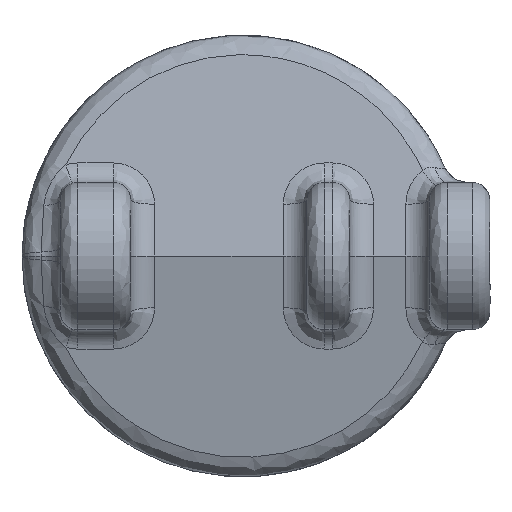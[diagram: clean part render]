
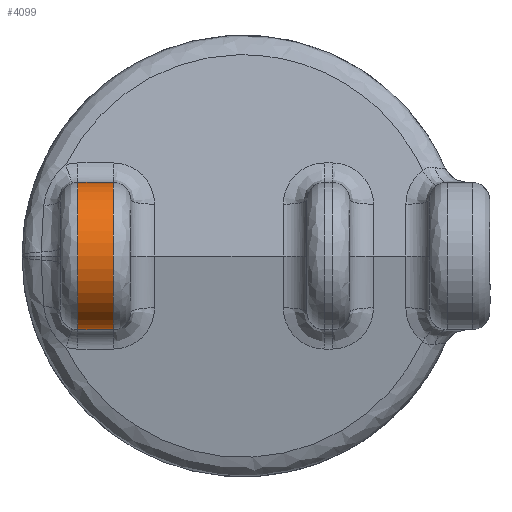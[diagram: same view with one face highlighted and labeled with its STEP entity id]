
A CAD part, front view. The second image highlights one B-rep face of the part: STEP entity #4099.
In plain terms, the highlighted cylindrical face has radius 12.5 mm (diameter 25 mm), a partial arc.
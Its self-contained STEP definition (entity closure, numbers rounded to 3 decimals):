
#999 = EDGE_CURVE ( 'NONE', #2805, #2804, #5452, .T. ) ;
#1005 = EDGE_CURVE ( 'NONE', #2800, #2803, #5458, .T. ) ;
#1012 = EDGE_CURVE ( 'NONE', #2805, #2800, #5457, .T. ) ;
#1016 = EDGE_CURVE ( 'NONE', #2804, #2803, #5464, .T. ) ;
#2800 = VERTEX_POINT ( 'NONE', #8398 ) ;
#2803 = VERTEX_POINT ( 'NONE', #8401 ) ;
#2804 = VERTEX_POINT ( 'NONE', #8402 ) ;
#2805 = VERTEX_POINT ( 'NONE', #8403 ) ;
#3223 = CARTESIAN_POINT ( 'NONE',  ( -28., -90., 0. ) ) ;
#3321 = DIRECTION ( 'NONE',  ( -1., 0., 0. ) ) ;
#3322 = DIRECTION ( 'NONE',  ( 0., 0.023, 1. ) ) ;
#3423 = CARTESIAN_POINT ( 'NONE',  ( -22., -90., 0. ) ) ;
#3459 = DIRECTION ( 'NONE',  ( -1., 0., 0. ) ) ;
#3460 = DIRECTION ( 'NONE',  ( 0., 0., -1. ) ) ;
#3495 = CARTESIAN_POINT ( 'NONE',  ( 0., -90., -12.5 ) ) ;
#3496 = DIRECTION ( 'NONE',  ( 1., 0., 0. ) ) ;
#3504 = CARTESIAN_POINT ( 'NONE',  ( 0., -90., 12.5 ) ) ;
#3505 = DIRECTION ( 'NONE',  ( 1., 0., 0. ) ) ;
#4099 = ADVANCED_FACE ( 'NONE', ( #5697 ), #5691, .T. ) ;
#4348 = AXIS2_PLACEMENT_3D ( 'NONE', #3223, #3321, #3322 ) ;
#4349 = AXIS2_PLACEMENT_3D ( 'NONE', #3423, #3459, #3460 ) ;
#4398 = AXIS2_PLACEMENT_3D ( 'NONE', #8549, #8548, #8547 ) ;
#5007 = ORIENTED_EDGE ( 'NONE', *, *, #1012, .T. ) ;
#5033 = ORIENTED_EDGE ( 'NONE', *, *, #999, .F. ) ;
#5088 = ORIENTED_EDGE ( 'NONE', *, *, #1016, .F. ) ;
#5089 = ORIENTED_EDGE ( 'NONE', *, *, #1005, .T. ) ;
#5263 = EDGE_LOOP ( 'NONE', ( #5007, #5089, #5088, #5033 ) ) ;
#5450 = VECTOR ( 'NONE', #3496, 1000. ) ;
#5452 = CIRCLE ( 'NONE', #4348, 12.5 ) ;
#5457 = LINE ( 'NONE', #3495, #5450 ) ;
#5458 = CIRCLE ( 'NONE', #4349, 12.5 ) ;
#5464 = LINE ( 'NONE', #3504, #5466 ) ;
#5466 = VECTOR ( 'NONE', #3505, 1000. ) ;
#5691 = CYLINDRICAL_SURFACE ( 'NONE', #4398, 12.5 ) ;
#5697 = FACE_OUTER_BOUND ( 'NONE', #5263, .T. ) ;
#8398 = CARTESIAN_POINT ( 'NONE',  ( -22., -90., -12.5 ) ) ;
#8401 = CARTESIAN_POINT ( 'NONE',  ( -22., -90., 12.5 ) ) ;
#8402 = CARTESIAN_POINT ( 'NONE',  ( -28., -90., 12.5 ) ) ;
#8403 = CARTESIAN_POINT ( 'NONE',  ( -28., -90., -12.5 ) ) ;
#8547 = DIRECTION ( 'NONE',  ( 0., 0., -1. ) ) ;
#8548 = DIRECTION ( 'NONE',  ( 1., 0., 0. ) ) ;
#8549 = CARTESIAN_POINT ( 'NONE',  ( 100., -90., 0. ) ) ;
